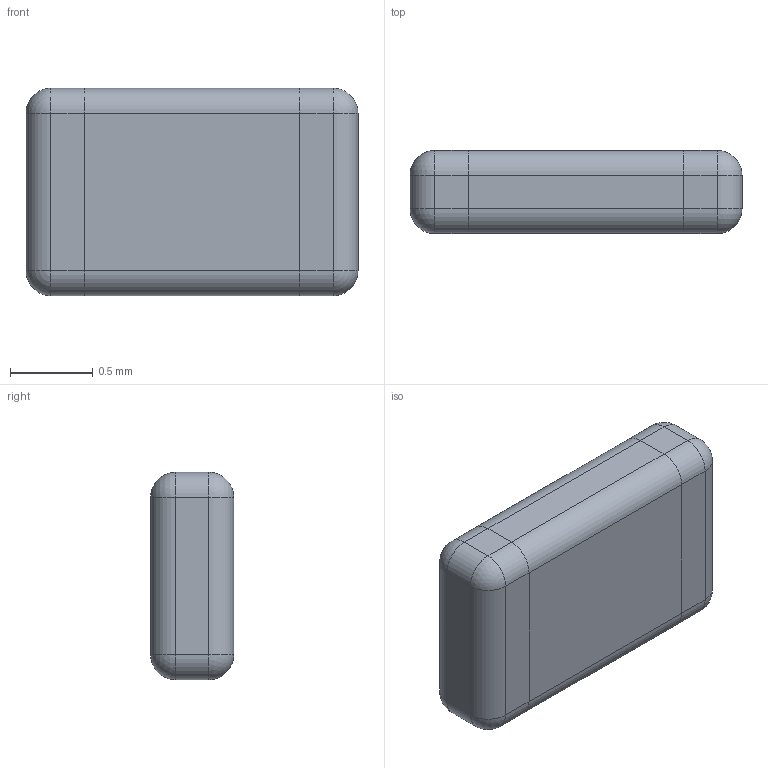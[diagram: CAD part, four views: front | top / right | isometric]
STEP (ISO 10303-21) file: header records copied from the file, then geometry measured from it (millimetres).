
FILE_DESCRIPTION (( 'STEP AP214' ), '1' );
FILE_NAME ('SMD Resistor 0805.STEP', '2019-01-17T17:30:43', ( '' ), ( '' ), 'SwSTEP 2.0', 'SolidWorks 2018', '' );
FILE_SCHEMA (( 'AUTOMOTIVE_DESIGN' ));
Length unit declared in the file: millimetre
Products named in the file (1): SMD Resistor 0805
Bounding box: 2 x 0.5 x 1.25 mm (x, y, z)
Volume: 1.2 mm3; surface area: 7.3 mm2
Topology: 1 solids, 1 shells, 102 faces, 244 edges, 144 vertices
Faces by surface type: bspline 45, plane 29, cylinder 20, sphere 8
Entity records: 6570 total; most frequent: CARTESIAN_POINT 3400, ORIENTED_EDGE 472, DIRECTION 294, EDGE_CURVE 236, VERTEX_POINT 144, LINE 114, VECTOR 114, EDGE_LOOP 110
